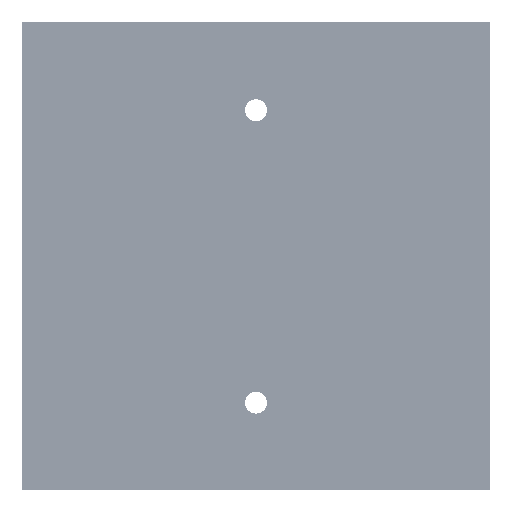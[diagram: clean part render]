
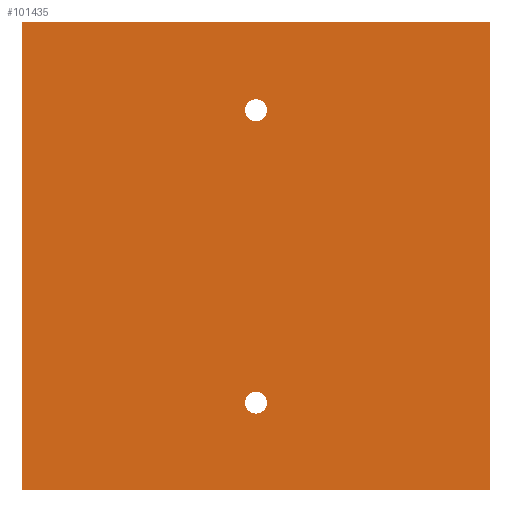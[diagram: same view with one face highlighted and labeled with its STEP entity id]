
A CAD part, front view. The second image highlights one B-rep face of the part: STEP entity #101435.
In plain terms, the highlighted planar face has unit normal (0, -1, 0).
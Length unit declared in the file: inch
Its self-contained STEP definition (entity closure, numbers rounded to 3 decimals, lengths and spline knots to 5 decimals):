
#1117 = DIRECTION ( 'NONE',  ( 0., 1., 0. ) ) ;
#7728 = ORIENTED_EDGE ( 'NONE', *, *, #36587, .F. ) ;
#13265 = EDGE_LOOP ( 'NONE', ( #20480, #35303 ) ) ;
#14673 = CIRCLE ( 'NONE', #119324, 0.1405 ) ;
#16665 = FACE_OUTER_BOUND ( 'NONE', #92017, .T. ) ;
#17932 = EDGE_CURVE ( 'NONE', #35931, #89798, #107308, .T. ) ;
#20480 = ORIENTED_EDGE ( 'NONE', *, *, #31837, .T. ) ;
#24079 = EDGE_LOOP ( 'NONE', ( #74292, #43580 ) ) ;
#27079 = AXIS2_PLACEMENT_3D ( 'NONE', #67642, #1117, #78839 ) ;
#27564 = DIRECTION ( 'NONE',  ( 0., 1., 0. ) ) ;
#28301 = CARTESIAN_POINT ( 'NONE',  ( -3., 0., 3. ) ) ;
#29066 = ORIENTED_EDGE ( 'NONE', *, *, #52708, .F. ) ;
#30011 = CARTESIAN_POINT ( 'NONE',  ( -3., 0., -3. ) ) ;
#31837 = EDGE_CURVE ( 'NONE', #116393, #129147, #14673, .T. ) ;
#35303 = ORIENTED_EDGE ( 'NONE', *, *, #41602, .T. ) ;
#35553 = DIRECTION ( 'NONE',  ( 0., 1., 0. ) ) ;
#35931 = VERTEX_POINT ( 'NONE', #103311 ) ;
#36533 = AXIS2_PLACEMENT_3D ( 'NONE', #38627, #116354, #49666 ) ;
#36587 = EDGE_CURVE ( 'NONE', #86564, #35931, #48938, .T. ) ;
#38627 = CARTESIAN_POINT ( 'NONE',  ( 0., 0., -1.88 ) ) ;
#40023 = CARTESIAN_POINT ( 'NONE',  ( 0., 0., 1.7295 ) ) ;
#41160 = DIRECTION ( 'NONE',  ( -1., 0., 0. ) ) ;
#41602 = EDGE_CURVE ( 'NONE', #129147, #116393, #56834, .T. ) ;
#43580 = ORIENTED_EDGE ( 'NONE', *, *, #114229, .T. ) ;
#47994 = CIRCLE ( 'NONE', #36533, 0.1405 ) ;
#48002 = LINE ( 'NONE', #135481, #133179 ) ;
#48059 = CARTESIAN_POINT ( 'NONE',  ( 0., 0., 2.0105 ) ) ;
#48938 = LINE ( 'NONE', #117655, #75042 ) ;
#49634 = FACE_BOUND ( 'NONE', #24079, .T. ) ;
#49666 = DIRECTION ( 'NONE',  ( 0., 0., 1. ) ) ;
#52708 = EDGE_CURVE ( 'NONE', #77859, #86564, #92041, .T. ) ;
#56834 = CIRCLE ( 'NONE', #27079, 0.1405 ) ;
#58180 = CARTESIAN_POINT ( 'NONE',  ( 0., 0., 0. ) ) ;
#67642 = CARTESIAN_POINT ( 'NONE',  ( 0., 0., 1.87 ) ) ;
#68691 = CARTESIAN_POINT ( 'NONE',  ( -3., 0., 3. ) ) ;
#68974 = DIRECTION ( 'NONE',  ( 0., 0., 1. ) ) ;
#69379 = DIRECTION ( 'NONE',  ( 0., 0., -1. ) ) ;
#74292 = ORIENTED_EDGE ( 'NONE', *, *, #137390, .T. ) ;
#75042 = VECTOR ( 'NONE', #106512, 39.37008 ) ;
#75856 = AXIS2_PLACEMENT_3D ( 'NONE', #58180, #135908, #69379 ) ;
#77700 = VECTOR ( 'NONE', #41160, 39.37008 ) ;
#77859 = VERTEX_POINT ( 'NONE', #68691 ) ;
#78839 = DIRECTION ( 'NONE',  ( 0., 0., 1. ) ) ;
#79984 = EDGE_CURVE ( 'NONE', #89798, #77859, #48002, .T. ) ;
#81171 = ORIENTED_EDGE ( 'NONE', *, *, #79984, .F. ) ;
#86564 = VERTEX_POINT ( 'NONE', #143785 ) ;
#89798 = VERTEX_POINT ( 'NONE', #96531 ) ;
#92017 = EDGE_LOOP ( 'NONE', ( #7728, #29066, #81171, #111836 ) ) ;
#92041 = LINE ( 'NONE', #28301, #118111 ) ;
#94080 = CARTESIAN_POINT ( 'NONE',  ( 0., 0., 1.87 ) ) ;
#96531 = CARTESIAN_POINT ( 'NONE',  ( -3., 0., -3. ) ) ;
#98589 = VERTEX_POINT ( 'NONE', #104357 ) ;
#101435 = ADVANCED_FACE ( 'NONE', ( #49634, #108844, #16665 ), #113166, .T. ) ;
#102111 = CARTESIAN_POINT ( 'NONE',  ( 0., 0., -1.88 ) ) ;
#103311 = CARTESIAN_POINT ( 'NONE',  ( 3., 0., -3. ) ) ;
#104357 = CARTESIAN_POINT ( 'NONE',  ( 0., 0., -2.0205 ) ) ;
#105293 = DIRECTION ( 'NONE',  ( 0., 0., 1. ) ) ;
#106047 = DIRECTION ( 'NONE',  ( 1., 0., 0. ) ) ;
#106512 = DIRECTION ( 'NONE',  ( 0., 0., -1. ) ) ;
#107308 = LINE ( 'NONE', #30011, #77700 ) ;
#108844 = FACE_BOUND ( 'NONE', #13265, .T. ) ;
#111836 = ORIENTED_EDGE ( 'NONE', *, *, #17932, .F. ) ;
#112465 = VERTEX_POINT ( 'NONE', #123068 ) ;
#113166 = PLANE ( 'NONE',  #75856 ) ;
#113246 = DIRECTION ( 'NONE',  ( 0., 0., 1. ) ) ;
#114228 = AXIS2_PLACEMENT_3D ( 'NONE', #102111, #35553, #113246 ) ;
#114229 = EDGE_CURVE ( 'NONE', #98589, #112465, #143210, .T. ) ;
#116354 = DIRECTION ( 'NONE',  ( 0., 1., 0. ) ) ;
#116393 = VERTEX_POINT ( 'NONE', #48059 ) ;
#117655 = CARTESIAN_POINT ( 'NONE',  ( 3., 0., 3. ) ) ;
#118111 = VECTOR ( 'NONE', #106047, 39.37008 ) ;
#119324 = AXIS2_PLACEMENT_3D ( 'NONE', #94080, #27564, #105293 ) ;
#123068 = CARTESIAN_POINT ( 'NONE',  ( 0., 0., -1.7395 ) ) ;
#129147 = VERTEX_POINT ( 'NONE', #40023 ) ;
#133179 = VECTOR ( 'NONE', #68974, 39.37008 ) ;
#135481 = CARTESIAN_POINT ( 'NONE',  ( -3., 0., 3. ) ) ;
#135908 = DIRECTION ( 'NONE',  ( 0., -1., 0. ) ) ;
#137390 = EDGE_CURVE ( 'NONE', #112465, #98589, #47994, .T. ) ;
#143210 = CIRCLE ( 'NONE', #114228, 0.1405 ) ;
#143785 = CARTESIAN_POINT ( 'NONE',  ( 3., 0., 3. ) ) ;
